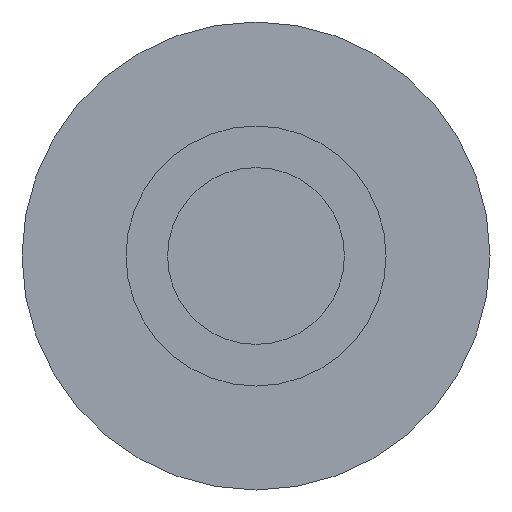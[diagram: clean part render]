
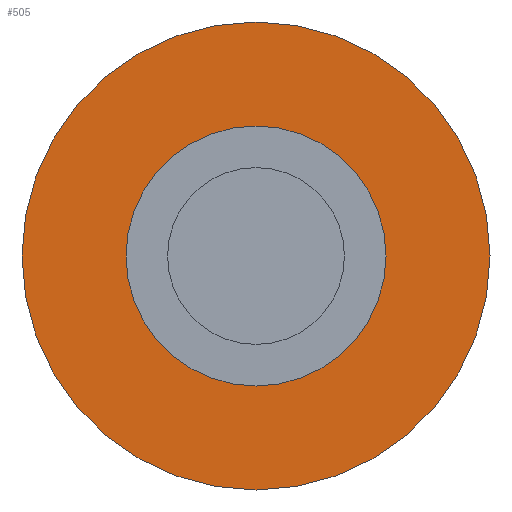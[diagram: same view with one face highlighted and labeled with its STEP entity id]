
A CAD part, front view. The second image highlights one B-rep face of the part: STEP entity #505.
In plain terms, the highlighted planar face has unit normal (0, -1, 0).
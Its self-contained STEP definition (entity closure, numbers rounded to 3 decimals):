
#7 = FACE_BOUND ( 'NONE', #461, .T. ) ;
#10 = CARTESIAN_POINT ( 'NONE',  ( 0., 0., 0. ) ) ;
#17 = DIRECTION ( 'NONE',  ( 0., 1., 0. ) ) ;
#25 = ORIENTED_EDGE ( 'NONE', *, *, #434, .F. ) ;
#42 = ORIENTED_EDGE ( 'NONE', *, *, #151, .F. ) ;
#56 = VERTEX_POINT ( 'NONE', #122 ) ;
#75 = VERTEX_POINT ( 'NONE', #321 ) ;
#106 = AXIS2_PLACEMENT_3D ( 'NONE', #527, #17, #476 ) ;
#119 = CARTESIAN_POINT ( 'NONE',  ( 0., 0., -2.5 ) ) ;
#121 = DIRECTION ( 'NONE',  ( 0., 0., 1. ) ) ;
#122 = CARTESIAN_POINT ( 'NONE',  ( 0., 0., 4.5 ) ) ;
#123 = CARTESIAN_POINT ( 'NONE',  ( 0., 0., 0. ) ) ;
#128 = ORIENTED_EDGE ( 'NONE', *, *, #537, .F. ) ;
#136 = AXIS2_PLACEMENT_3D ( 'NONE', #556, #590, #180 ) ;
#151 = EDGE_CURVE ( 'NONE', #56, #430, #502, .T. ) ;
#180 = DIRECTION ( 'NONE',  ( 0., 0., 1. ) ) ;
#190 = DIRECTION ( 'NONE',  ( 0., 0., 1. ) ) ;
#218 = CARTESIAN_POINT ( 'NONE',  ( 0., 0., -4.5 ) ) ;
#242 = EDGE_CURVE ( 'NONE', #430, #56, #449, .T. ) ;
#255 = VERTEX_POINT ( 'NONE', #119 ) ;
#260 = AXIS2_PLACEMENT_3D ( 'NONE', #123, #489, #121 ) ;
#277 = PLANE ( 'NONE',  #483 ) ;
#321 = CARTESIAN_POINT ( 'NONE',  ( 0., 0., 2.5 ) ) ;
#397 = AXIS2_PLACEMENT_3D ( 'NONE', #515, #458, #501 ) ;
#408 = ORIENTED_EDGE ( 'NONE', *, *, #242, .F. ) ;
#409 = FACE_OUTER_BOUND ( 'NONE', #554, .T. ) ;
#430 = VERTEX_POINT ( 'NONE', #218 ) ;
#434 = EDGE_CURVE ( 'NONE', #75, #255, #520, .T. ) ;
#449 = CIRCLE ( 'NONE', #106, 4.5 ) ;
#458 = DIRECTION ( 'NONE',  ( 0., -1., 0. ) ) ;
#461 = EDGE_LOOP ( 'NONE', ( #25, #128 ) ) ;
#476 = DIRECTION ( 'NONE',  ( 0., 0., 1. ) ) ;
#483 = AXIS2_PLACEMENT_3D ( 'NONE', #10, #506, #190 ) ;
#489 = DIRECTION ( 'NONE',  ( 0., -1., 0. ) ) ;
#501 = DIRECTION ( 'NONE',  ( 0., 0., 1. ) ) ;
#502 = CIRCLE ( 'NONE', #136, 4.5 ) ;
#505 = ADVANCED_FACE ( 'NONE', ( #7, #409 ), #277, .F. ) ;
#506 = DIRECTION ( 'NONE',  ( 0., 1., 0. ) ) ;
#515 = CARTESIAN_POINT ( 'NONE',  ( 0., 0., 0. ) ) ;
#520 = CIRCLE ( 'NONE', #260, 2.5 ) ;
#527 = CARTESIAN_POINT ( 'NONE',  ( 0., 0., 0. ) ) ;
#537 = EDGE_CURVE ( 'NONE', #255, #75, #582, .T. ) ;
#554 = EDGE_LOOP ( 'NONE', ( #408, #42 ) ) ;
#556 = CARTESIAN_POINT ( 'NONE',  ( 0., 0., 0. ) ) ;
#582 = CIRCLE ( 'NONE', #397, 2.5 ) ;
#590 = DIRECTION ( 'NONE',  ( 0., 1., 0. ) ) ;
